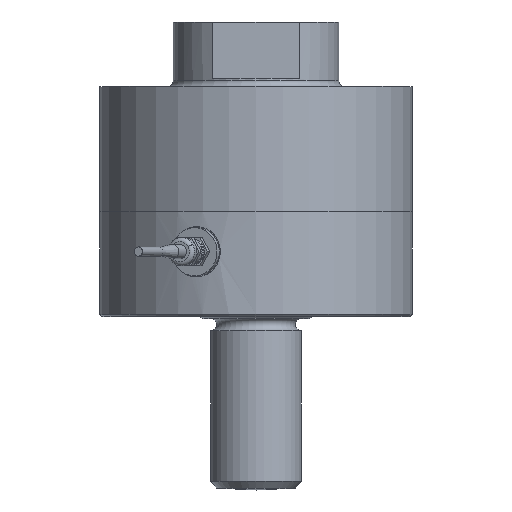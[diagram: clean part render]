
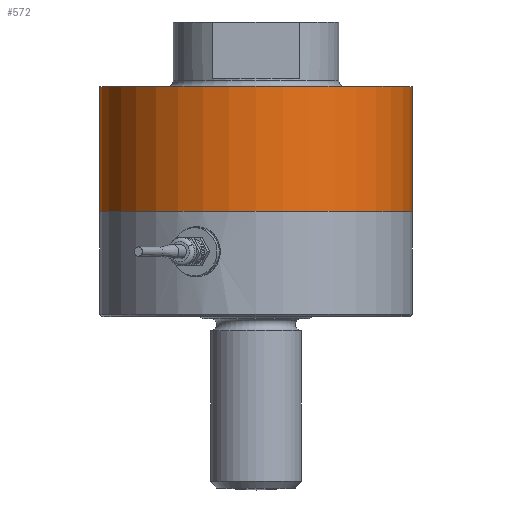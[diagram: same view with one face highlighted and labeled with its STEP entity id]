
A CAD part, top view. The second image highlights one B-rep face of the part: STEP entity #572.
In plain terms, the highlighted cylindrical face has radius 77.5 mm (diameter 155 mm), a full revolution.
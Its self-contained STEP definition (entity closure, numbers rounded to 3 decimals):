
#572 = ADVANCED_FACE( '', ( #1168, #1169 ), #1170, .T. );
#1168 = FACE_OUTER_BOUND( '', #1828, .T. );
#1169 = FACE_OUTER_BOUND( '', #1829, .T. );
#1170 = CYLINDRICAL_SURFACE( '', #1830, 77.5 );
#1828 = EDGE_LOOP( '', ( #2833 ) );
#1829 = EDGE_LOOP( '', ( #2834 ) );
#1830 = AXIS2_PLACEMENT_3D( '', #2835, #2836, #2837 );
#2833 = ORIENTED_EDGE( '', *, *, #3680, .F. );
#2834 = ORIENTED_EDGE( '', *, *, #3629, .T. );
#2835 = CARTESIAN_POINT( '', ( 0., -48.252, 0. ) );
#2836 = DIRECTION( '', ( 0., 1., 0. ) );
#2837 = DIRECTION( '', ( 1., 0., 0. ) );
#3629 = EDGE_CURVE( '', #4240, #4240, #4241, .T. );
#3680 = EDGE_CURVE( '', #4311, #4311, #4312, .T. );
#4240 = VERTEX_POINT( '', #5711 );
#4241 = CIRCLE( '', #5712, 77.5 );
#4311 = VERTEX_POINT( '', #5877 );
#4312 = CIRCLE( '', #5878, 77.5 );
#5711 = CARTESIAN_POINT( '', ( 77.5, -32., 0. ) );
#5712 = AXIS2_PLACEMENT_3D( '', #6657, #6658, #6659 );
#5877 = CARTESIAN_POINT( '', ( 77.5, -94., 0. ) );
#5878 = AXIS2_PLACEMENT_3D( '', #6720, #6721, #6722 );
#6657 = CARTESIAN_POINT( '', ( 0., -32., 0. ) );
#6658 = DIRECTION( '', ( 0., -1., 0. ) );
#6659 = DIRECTION( '', ( 1., 0., 0. ) );
#6720 = CARTESIAN_POINT( '', ( 0., -94., 0. ) );
#6721 = DIRECTION( '', ( 0., -1., 0. ) );
#6722 = DIRECTION( '', ( 1., 0., 0. ) );
